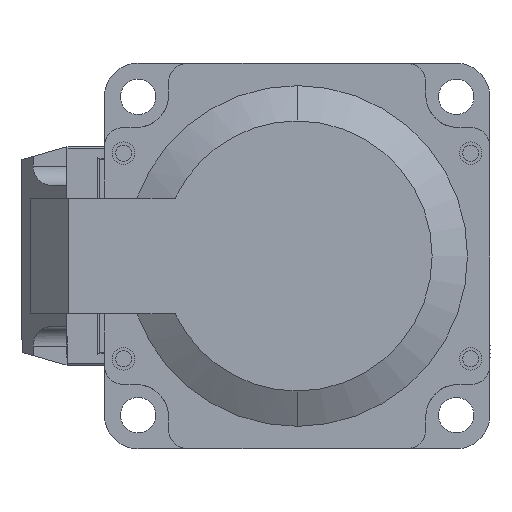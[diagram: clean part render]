
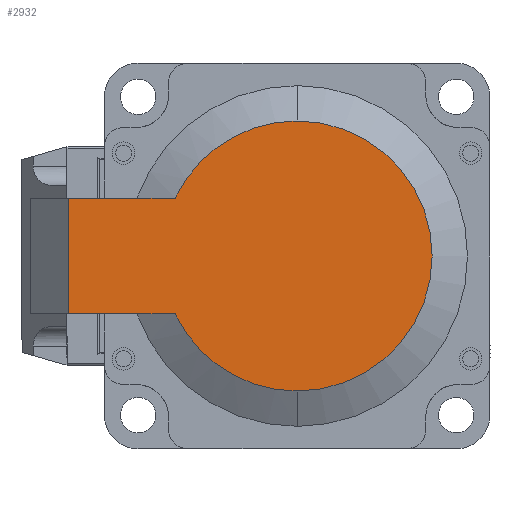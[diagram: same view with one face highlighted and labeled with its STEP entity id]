
A CAD part, front view. The second image highlights one B-rep face of the part: STEP entity #2932.
In plain terms, the highlighted planar face has unit normal (0, -1, 0).
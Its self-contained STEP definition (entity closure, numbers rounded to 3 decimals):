
#124 = EDGE_CURVE ( 'NONE', #10801, #2822, #10369, .T. ) ;
#204 = CARTESIAN_POINT ( 'NONE',  ( -35.583, -137., -9. ) ) ;
#244 = AXIS2_PLACEMENT_3D ( 'NONE', #2541, #11524, #11385 ) ;
#367 = CARTESIAN_POINT ( 'NONE',  ( -18.974, -137., -9. ) ) ;
#744 = EDGE_CURVE ( 'NONE', #2822, #12364, #1993, .T. ) ;
#934 = DIRECTION ( 'NONE',  ( -1., 0., 0. ) ) ;
#1617 = EDGE_CURVE ( 'NONE', #3301, #12449, #5998, .T. ) ;
#1993 = CIRCLE ( 'NONE', #13202, 21. ) ;
#2541 = CARTESIAN_POINT ( 'NONE',  ( 0., -137., 0. ) ) ;
#2822 = VERTEX_POINT ( 'NONE', #14211 ) ;
#2888 = CARTESIAN_POINT ( 'NONE',  ( -35.583, -137., 9. ) ) ;
#2932 = ADVANCED_FACE ( 'NONE', ( #7187 ), #9127, .T. ) ;
#3022 = VECTOR ( 'NONE', #9349, 1000. ) ;
#3301 = VERTEX_POINT ( 'NONE', #12986 ) ;
#3412 = ORIENTED_EDGE ( 'NONE', *, *, #7328, .T. ) ;
#3597 = DIRECTION ( 'NONE',  ( 0., -1., 0. ) ) ;
#3683 = CARTESIAN_POINT ( 'NONE',  ( -35.583, -137., 9. ) ) ;
#4201 = AXIS2_PLACEMENT_3D ( 'NONE', #6849, #3597, #8076 ) ;
#4335 = EDGE_LOOP ( 'NONE', ( #10218, #10674, #11650, #3412, #10387, #10045 ) ) ;
#5253 = DIRECTION ( 'NONE',  ( 0., -1., 0. ) ) ;
#5426 = CARTESIAN_POINT ( 'NONE',  ( 0., -137., 0. ) ) ;
#5600 = CIRCLE ( 'NONE', #11171, 21. ) ;
#5738 = CARTESIAN_POINT ( 'NONE',  ( -35.583, -137., -9. ) ) ;
#5998 = LINE ( 'NONE', #3683, #3022 ) ;
#6160 = CARTESIAN_POINT ( 'NONE',  ( 0., -137., 21. ) ) ;
#6445 = VECTOR ( 'NONE', #12437, 1000. ) ;
#6849 = CARTESIAN_POINT ( 'NONE',  ( 0., -137., -21. ) ) ;
#7012 = LINE ( 'NONE', #204, #6445 ) ;
#7187 = FACE_OUTER_BOUND ( 'NONE', #4335, .T. ) ;
#7328 = EDGE_CURVE ( 'NONE', #12364, #3301, #5600, .T. ) ;
#8051 = VECTOR ( 'NONE', #934, 1000. ) ;
#8076 = DIRECTION ( 'NONE',  ( 0., 0., -1. ) ) ;
#9127 = PLANE ( 'NONE',  #4201 ) ;
#9349 = DIRECTION ( 'NONE',  ( -1., 0., 0. ) ) ;
#9435 = LINE ( 'NONE', #9747, #8051 ) ;
#9747 = CARTESIAN_POINT ( 'NONE',  ( -35.583, -137., -9. ) ) ;
#10045 = ORIENTED_EDGE ( 'NONE', *, *, #13282, .F. ) ;
#10218 = ORIENTED_EDGE ( 'NONE', *, *, #13644, .F. ) ;
#10369 = CIRCLE ( 'NONE', #244, 21. ) ;
#10387 = ORIENTED_EDGE ( 'NONE', *, *, #1617, .T. ) ;
#10674 = ORIENTED_EDGE ( 'NONE', *, *, #124, .T. ) ;
#10801 = VERTEX_POINT ( 'NONE', #367 ) ;
#11087 = DIRECTION ( 'NONE',  ( 0., -1., 0. ) ) ;
#11136 = DIRECTION ( 'NONE',  ( 0., 0., -1. ) ) ;
#11171 = AXIS2_PLACEMENT_3D ( 'NONE', #5426, #11087, #11136 ) ;
#11385 = DIRECTION ( 'NONE',  ( 0., 0., -1. ) ) ;
#11524 = DIRECTION ( 'NONE',  ( 0., -1., 0. ) ) ;
#11650 = ORIENTED_EDGE ( 'NONE', *, *, #744, .T. ) ;
#11839 = DIRECTION ( 'NONE',  ( 0., 0., -1. ) ) ;
#12364 = VERTEX_POINT ( 'NONE', #6160 ) ;
#12437 = DIRECTION ( 'NONE',  ( 0., 0., 1. ) ) ;
#12449 = VERTEX_POINT ( 'NONE', #2888 ) ;
#12957 = CARTESIAN_POINT ( 'NONE',  ( 0., -137., 0. ) ) ;
#12986 = CARTESIAN_POINT ( 'NONE',  ( -18.974, -137., 9. ) ) ;
#13202 = AXIS2_PLACEMENT_3D ( 'NONE', #12957, #5253, #11839 ) ;
#13282 = EDGE_CURVE ( 'NONE', #13311, #12449, #7012, .T. ) ;
#13311 = VERTEX_POINT ( 'NONE', #5738 ) ;
#13644 = EDGE_CURVE ( 'NONE', #10801, #13311, #9435, .T. ) ;
#14211 = CARTESIAN_POINT ( 'NONE',  ( 0., -137., -21. ) ) ;
